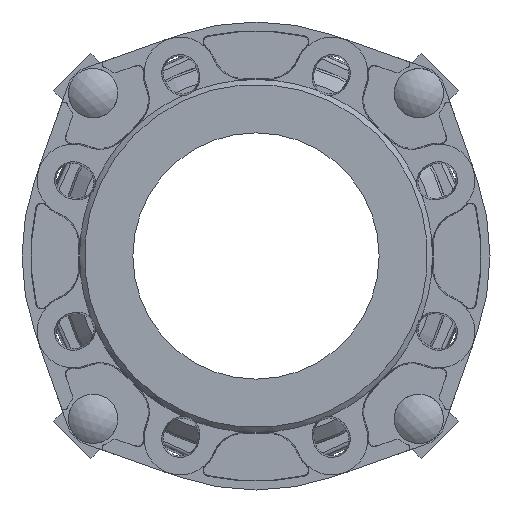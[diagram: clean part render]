
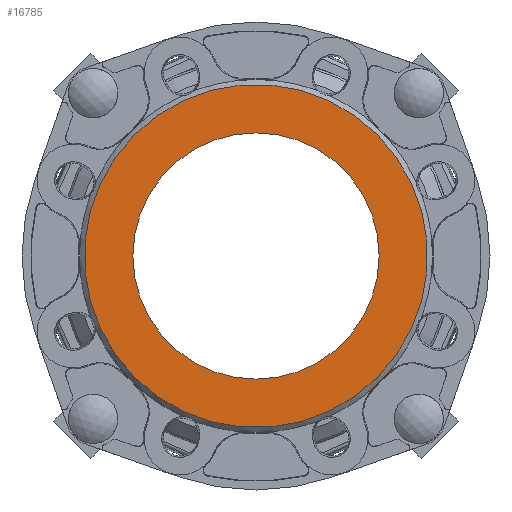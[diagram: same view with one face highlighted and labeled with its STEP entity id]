
A CAD part, front view. The second image highlights one B-rep face of the part: STEP entity #16785.
In plain terms, the highlighted planar face has unit normal (0, -1, 0).
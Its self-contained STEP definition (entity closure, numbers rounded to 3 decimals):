
#1510 = CARTESIAN_POINT ( 'NONE',  ( 0., 0., 75. ) ) ;
#1511 = CARTESIAN_POINT ( 'NONE',  ( -73.893, 0., -73.893 ) ) ;
#4869 = AXIS2_PLACEMENT_3D ( 'NONE', #16747, #16106, #16249 ) ;
#4870 = AXIS2_PLACEMENT_3D ( 'NONE', #12008, #12004, #12005 ) ;
#6109 = EDGE_CURVE ( 'NONE', #12783, #12783, #6931, .T. ) ;
#6120 = EDGE_CURVE ( 'NONE', #12760, #12760, #6934, .T. ) ;
#6931 = CIRCLE ( 'NONE', #4870, 104.5 ) ;
#6934 = CIRCLE ( 'NONE', #4869, 75. ) ;
#7654 = ORIENTED_EDGE ( 'NONE', *, *, #6109, .T. ) ;
#7655 = ORIENTED_EDGE ( 'NONE', *, *, #6120, .T. ) ;
#8204 = AXIS2_PLACEMENT_3D ( 'NONE', #17098, #17111, #17112 ) ;
#11703 = FACE_BOUND ( 'NONE', #15753, .T. ) ;
#11708 = FACE_OUTER_BOUND ( 'NONE', #15790, .T. ) ;
#12004 = DIRECTION ( 'NONE',  ( 0., -1., 0. ) ) ;
#12005 = DIRECTION ( 'NONE',  ( -0.707, 0., -0.707 ) ) ;
#12008 = CARTESIAN_POINT ( 'NONE',  ( 0., 0., 0. ) ) ;
#12760 = VERTEX_POINT ( 'NONE', #1510 ) ;
#12783 = VERTEX_POINT ( 'NONE', #1511 ) ;
#15753 = EDGE_LOOP ( 'NONE', ( #7655 ) ) ;
#15790 = EDGE_LOOP ( 'NONE', ( #7654 ) ) ;
#16106 = DIRECTION ( 'NONE',  ( 0., 1., 0. ) ) ;
#16249 = DIRECTION ( 'NONE',  ( 0., 0., 1. ) ) ;
#16747 = CARTESIAN_POINT ( 'NONE',  ( 0., 0., 0. ) ) ;
#16785 = ADVANCED_FACE ( 'NONE', ( #11703, #11708 ), #17103, .F. ) ;
#17098 = CARTESIAN_POINT ( 'NONE',  ( 0., 0., 0. ) ) ;
#17103 = PLANE ( 'NONE',  #8204 ) ;
#17111 = DIRECTION ( 'NONE',  ( 0., 1., 0. ) ) ;
#17112 = DIRECTION ( 'NONE',  ( 0.707, 0., 0.707 ) ) ;
